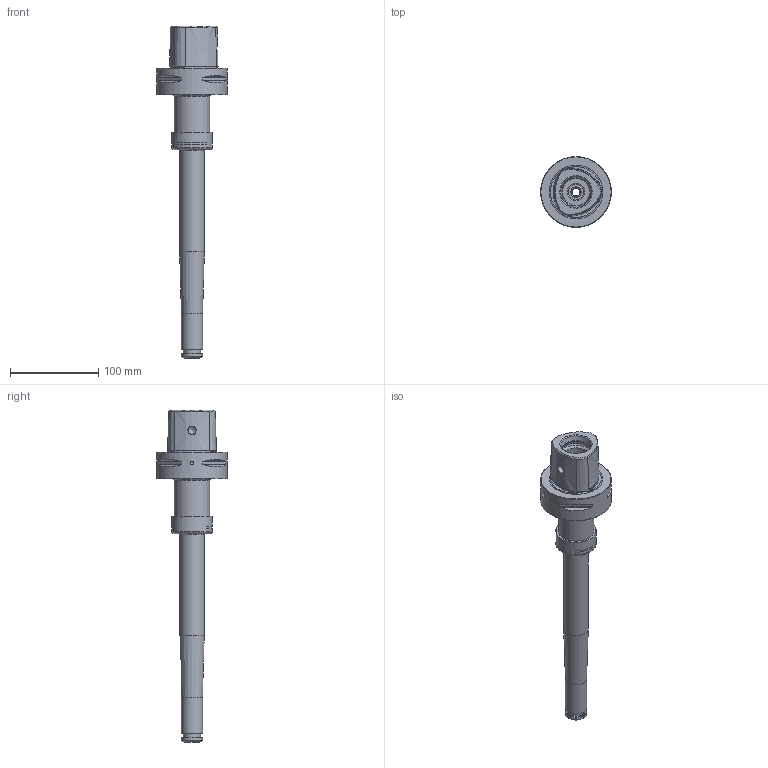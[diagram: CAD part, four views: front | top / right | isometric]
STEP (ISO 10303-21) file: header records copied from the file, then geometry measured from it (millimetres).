
FILE_DESCRIPTION(/* description */ (''),/* implementation_level */ '2;1');
FILE_NAME(/* name */ '888873160.stp',/* time_stamp */ '2023-03-15T12:30:13',/* author */ ('Ratnasingam Jekanthan'),/* organization */ ('REGO-FIX'),/* preprocessor_version */ ' Unknown',/* originating_system */ 'SIEMENS PLM Software Solid Edge ST10',/* authorization */ 'Unknown');
FILE_SCHEMA (('AUTOMOTIVE_DESIGN { 1 0 10303 214 2 1 1}'));
Length unit declared in the file: millimetre
Products named in the file (1): NOCUT
Bounding box: 80 x 80 x 375.5 mm (x, y, z)
Volume: 391222.9 mm3; surface area: 77998.9 mm2
Topology: 1 solids, 3 shells, 165 faces, 376 edges, 230 vertices
Faces by surface type: cone 71, cylinder 37, plane 36, torus 21
Full cylindrical faces by diameter (mm): 4 x1, 9 x1, 9.1 x2, 10 x1, 13 x1, 15 x1, 17.835 x2, 19.5 x1, 23.8 x1, 24 x2, 24.7 x1, 25 x1, 28 x1, 29 x1, 32 x2, 33 x1, 34 x1, 38 x1, 38.376 x1, 40 x1, 40.05 x1, 43.3 x1, 45.65 x1, 80 x1
Entity records: 5236 total; most frequent: CARTESIAN_POINT 838, DIRECTION 714, ORIENTED_EDGE 514, AXIS2_PLACEMENT_3D 326, FACE_BOUND 274, EDGE_LOOP 271, EDGE_CURVE 257, VERTEX_POINT 199
